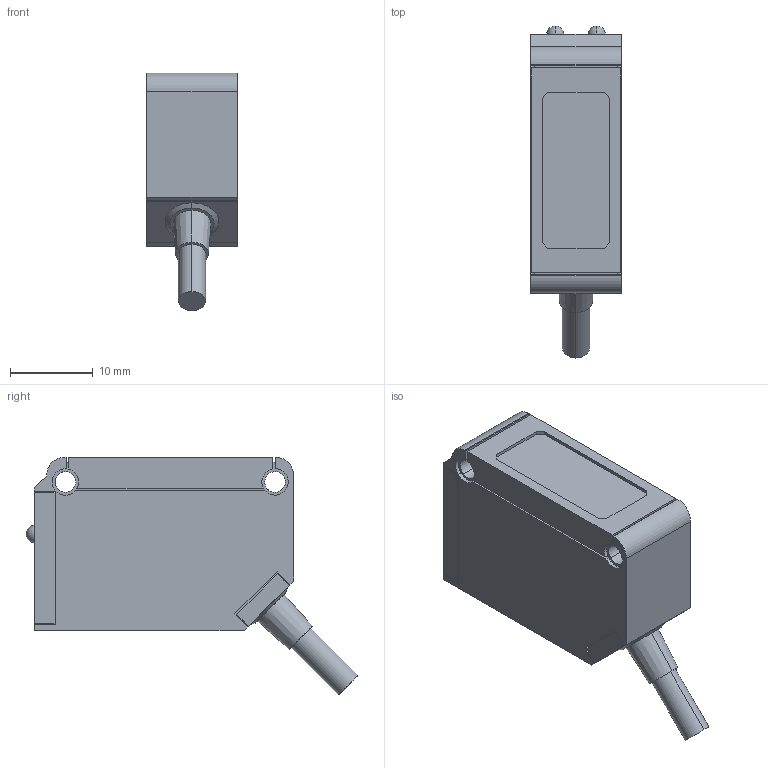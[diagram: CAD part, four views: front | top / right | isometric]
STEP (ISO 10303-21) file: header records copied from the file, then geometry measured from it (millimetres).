
FILE_DESCRIPTION(('Creo Elements/Direct Modeling STEP Export'),'2;1');
FILE_NAME('PD30-Stainless-cable-simpel.stp','2017-01-31T21:59:16',('Palle Edslev '),('EDSLEV A/S'),'Creo Elements/Direct Modeling STEP processor for AP214 (Solid Model)','Creo Elements/Direct Modeling 18.1H 24-Oct-2015 (C) Parametric Technology GmbH','');
FILE_SCHEMA(('AUTOMOTIVE_DESIGN { 1 0 10303 214 1 1 1 1 }'));
Length unit declared in the file: millimetre
Products named in the file (2): PD30-Stainless-cable-simpel
Assembly tree (1 placements, depth 2):
  PD30-Stainless-cable-simpel
    PD30-Stainless-cable-simpel
Bounding box: 11 x 40.18 x 28.78 mm (x, y, z)
Volume: 6933.5 mm3; surface area: 2870.4 mm2
Topology: 1 solids, 3 shells, 114 faces, 312 edges, 208 vertices
Faces by surface type: plane 74, cylinder 24, cone 8, torus 4, sphere 4
Entity records: 3336 total; most frequent: ORIENTED_EDGE 616, CARTESIAN_POINT 565, DIRECTION 512, EDGE_CURVE 308, VERTEX_POINT 208, VECTOR 202, LINE 202, AXIS2_PLACEMENT_3D 155
